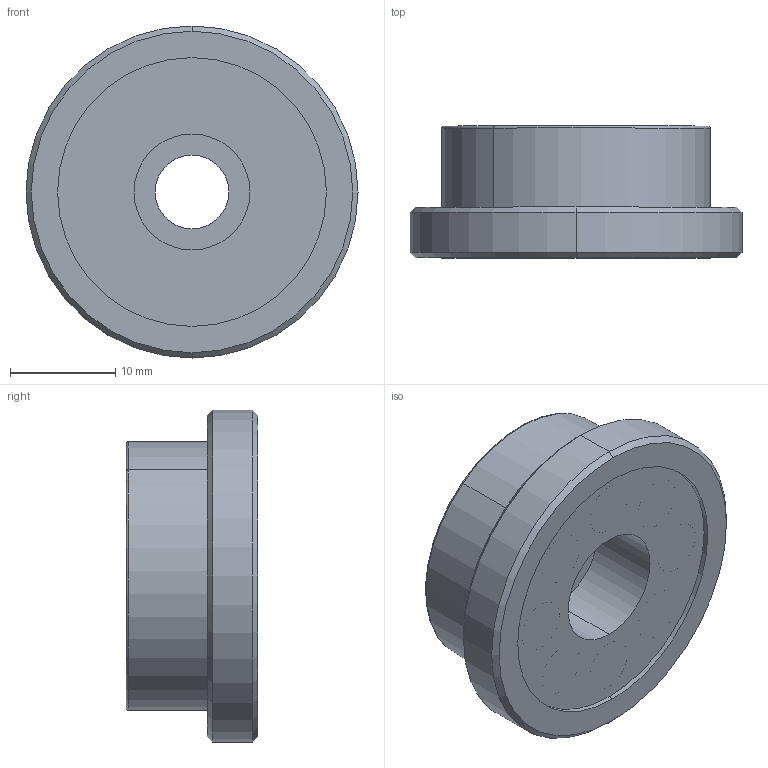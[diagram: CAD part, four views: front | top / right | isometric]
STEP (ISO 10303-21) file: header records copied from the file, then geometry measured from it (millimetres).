
FILE_DESCRIPTION (( 'STEP AP203' ), '1' );
FILE_NAME ('03MFP-1(M).STEP', '2016-03-21T01:46:08', ( '' ), ( '' ), 'SwSTEP 2.0', 'SolidWorks 2016', '' );
FILE_SCHEMA (( 'CONFIG_CONTROL_DESIGN' ));
Length unit declared in the file: millimetre
Products named in the file (1): 03MFP-1(M)
Bounding box: 31.5 x 12.5 x 31.5 mm (x, y, z)
Volume: 5844.4 mm3; surface area: 5294.8 mm2
Topology: 6 solids, 6 shells, 73 faces, 138 edges, 90 vertices
Faces by surface type: cylinder 42, plane 25, cone 4, torus 2
Entity records: 1951 total; most frequent: DIRECTION 378, CARTESIAN_POINT 302, ORIENTED_EDGE 276, AXIS2_PLACEMENT_3D 166, EDGE_CURVE 138, CIRCLE 92, EDGE_LOOP 90, VERTEX_POINT 90
